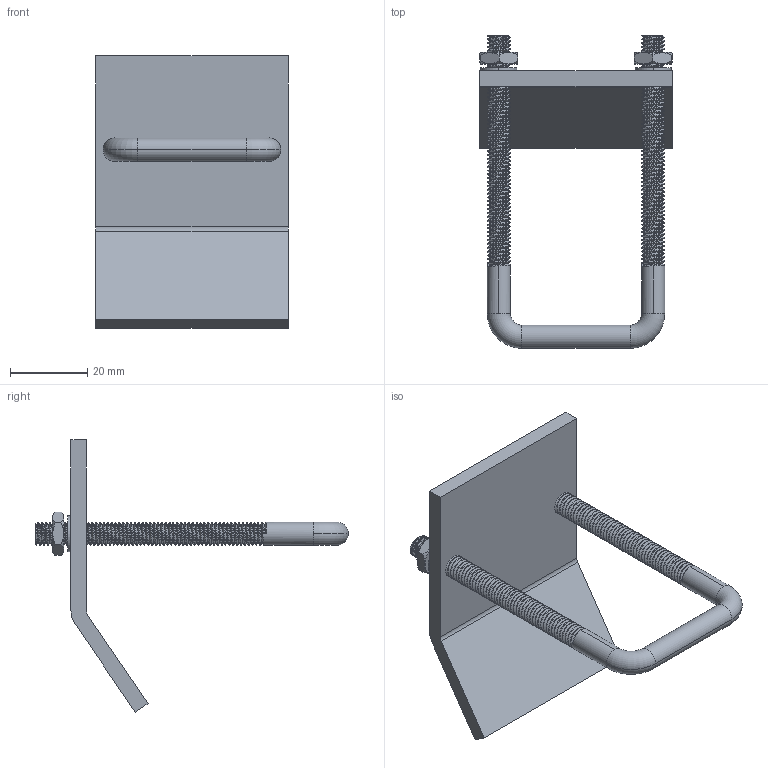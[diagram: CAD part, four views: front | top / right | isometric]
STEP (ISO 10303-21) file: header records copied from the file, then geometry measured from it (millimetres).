
FILE_DESCRIPTION (( 'STEP AP203' ), '1' );
FILE_NAME ('3D_R6466_30x15_173482830.STEP', '2024-08-26T12:58:13', ( '' ), ( '' ), 'SwSTEP 2.0', 'SolidWorks 2024', '' );
FILE_SCHEMA (( 'CONFIG_CONTROL_DESIGN' ));
Length unit declared in the file: millimetre
Products named in the file (1): 3D_R6466_30x15_173482830
Bounding box: 50 x 81 x 70.57 mm (x, y, z)
Volume: 19513 mm3; surface area: 13701.1 mm2
Topology: 4 solids, 4 shells, 303 faces, 868 edges, 576 vertices
Faces by surface type: cylinder 249, plane 31, cone 10, bspline 9, torus 4
Entity records: 30366 total; most frequent: CARTESIAN_POINT 23847, ORIENTED_EDGE 1736, DIRECTION 994, EDGE_CURVE 868, VERTEX_POINT 576, AXIS2_PLACEMENT_3D 349, EDGE_LOOP 312, FACE_OUTER_BOUND 303
